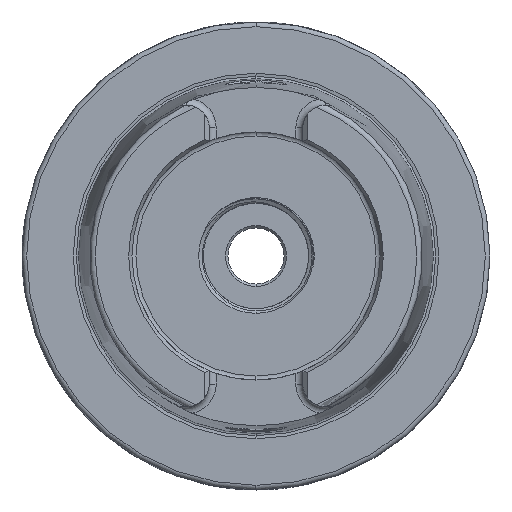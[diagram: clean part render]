
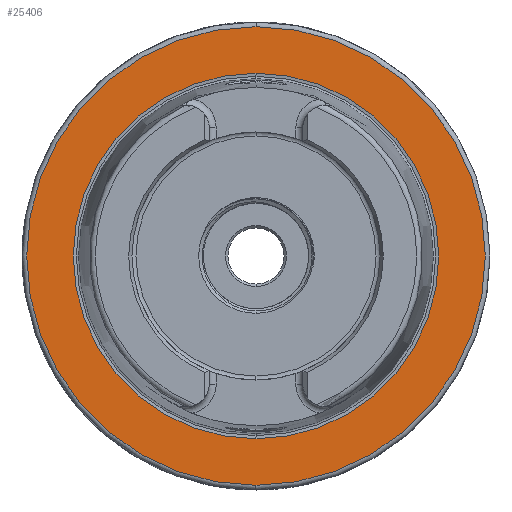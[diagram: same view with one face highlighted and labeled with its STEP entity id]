
A CAD part, left-side view. The second image highlights one B-rep face of the part: STEP entity #25406.
In plain terms, the highlighted planar face has unit normal (-1, 0, 0).
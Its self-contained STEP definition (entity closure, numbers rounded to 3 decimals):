
#6141 = ORIENTED_EDGE ( 'NONE', *, *, #8642, .T. ) ;
#6142 = ORIENTED_EDGE ( 'NONE', *, *, #8791, .T. ) ;
#6143 = ORIENTED_EDGE ( 'NONE', *, *, #8790, .T. ) ;
#6144 = ORIENTED_EDGE ( 'NONE', *, *, #8648, .T. ) ;
#7154 = AXIS2_PLACEMENT_3D ( 'NONE', #25194, #25195, #25196 ) ;
#7181 = AXIS2_PLACEMENT_3D ( 'NONE', #25212, #25213, #25214 ) ;
#7213 = EDGE_LOOP ( 'NONE', ( #6141, #6142 ) ) ;
#7412 = FACE_OUTER_BOUND ( 'NONE', #7213, .T. ) ;
#7415 = FACE_BOUND ( 'NONE', #13432, .T. ) ;
#7417 = AXIS2_PLACEMENT_3D ( 'NONE', #19992, #19993, #19994 ) ;
#7520 = AXIS2_PLACEMENT_3D ( 'NONE', #17472, #17473, #17474 ) ;
#7532 = AXIS2_PLACEMENT_3D ( 'NONE', #17475, #17476, #17477 ) ;
#8642 = EDGE_CURVE ( 'NONE', #9604, #12627, #8950, .T. ) ;
#8648 = EDGE_CURVE ( 'NONE', #9609, #9657, #8953, .T. ) ;
#8790 = EDGE_CURVE ( 'NONE', #9657, #9609, #8984, .T. ) ;
#8791 = EDGE_CURVE ( 'NONE', #12627, #9604, #8985, .T. ) ;
#8950 = CIRCLE ( 'NONE', #7154, 49. ) ;
#8953 = CIRCLE ( 'NONE', #7181, 39.054 ) ;
#8984 = CIRCLE ( 'NONE', #7520, 39.054 ) ;
#8985 = CIRCLE ( 'NONE', #7532, 49. ) ;
#9604 = VERTEX_POINT ( 'NONE', #14634 ) ;
#9609 = VERTEX_POINT ( 'NONE', #14639 ) ;
#9657 = VERTEX_POINT ( 'NONE', #14671 ) ;
#12627 = VERTEX_POINT ( 'NONE', #14708 ) ;
#13432 = EDGE_LOOP ( 'NONE', ( #6144, #6143 ) ) ;
#14634 = CARTESIAN_POINT ( 'NONE',  ( 0., 0., 49. ) ) ;
#14639 = CARTESIAN_POINT ( 'NONE',  ( 0., 0., 39.054 ) ) ;
#14671 = CARTESIAN_POINT ( 'NONE',  ( 0., 0., -39.054 ) ) ;
#14708 = CARTESIAN_POINT ( 'NONE',  ( 0., 0., -49. ) ) ;
#17472 = CARTESIAN_POINT ( 'NONE',  ( 0., 0., 0. ) ) ;
#17473 = DIRECTION ( 'NONE',  ( 1., 0., 0. ) ) ;
#17474 = DIRECTION ( 'NONE',  ( 0., 0., -1. ) ) ;
#17475 = CARTESIAN_POINT ( 'NONE',  ( 0., 0., 0. ) ) ;
#17476 = DIRECTION ( 'NONE',  ( -1., 0., 0. ) ) ;
#17477 = DIRECTION ( 'NONE',  ( 0., 0., 1. ) ) ;
#19991 = PLANE ( 'NONE',  #7417 ) ;
#19992 = CARTESIAN_POINT ( 'NONE',  ( 0., 39.054, 0. ) ) ;
#19993 = DIRECTION ( 'NONE',  ( -1., 0., 0. ) ) ;
#19994 = DIRECTION ( 'NONE',  ( 0., 0., 1. ) ) ;
#25194 = CARTESIAN_POINT ( 'NONE',  ( 0., 0., 0. ) ) ;
#25195 = DIRECTION ( 'NONE',  ( -1., 0., 0. ) ) ;
#25196 = DIRECTION ( 'NONE',  ( 0., 0., 1. ) ) ;
#25212 = CARTESIAN_POINT ( 'NONE',  ( 0., 0., 0. ) ) ;
#25213 = DIRECTION ( 'NONE',  ( 1., 0., 0. ) ) ;
#25214 = DIRECTION ( 'NONE',  ( 0., 0., -1. ) ) ;
#25406 = ADVANCED_FACE ( 'NONE', ( #7412, #7415 ), #19991, .T. ) ;
